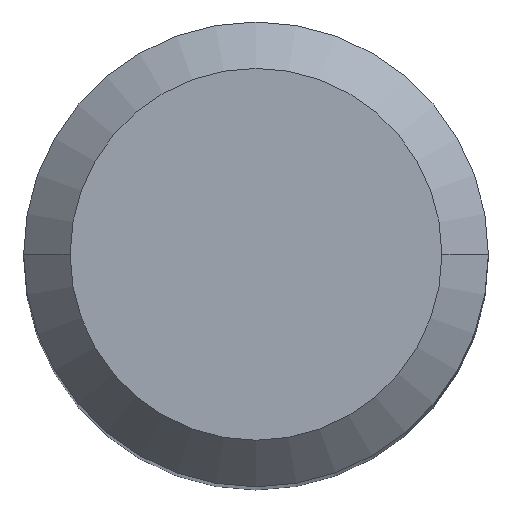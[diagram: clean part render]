
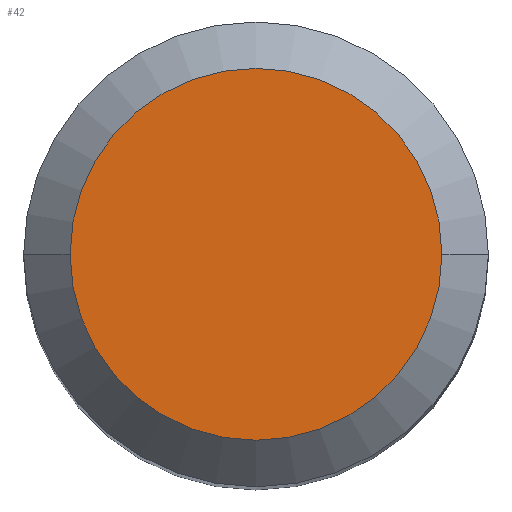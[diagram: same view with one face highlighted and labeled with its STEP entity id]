
A CAD part, top view. The second image highlights one B-rep face of the part: STEP entity #42.
In plain terms, the highlighted planar face has unit normal (0, 0, 1).
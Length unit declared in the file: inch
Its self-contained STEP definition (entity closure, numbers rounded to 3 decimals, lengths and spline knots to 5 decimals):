
#41 = DIRECTION ( 'NONE',  ( 1., 0., 0. ) ) ;
#42 = ADVANCED_FACE ( 'NONE', ( #102 ), #160, .F. ) ;
#47 = ORIENTED_EDGE ( 'NONE', *, *, #214, .T. ) ;
#60 = VERTEX_POINT ( 'NONE', #392 ) ;
#62 = VERTEX_POINT ( 'NONE', #277 ) ;
#64 = DIRECTION ( 'NONE',  ( 1., 0., 0. ) ) ;
#102 = FACE_OUTER_BOUND ( 'NONE', #173, .T. ) ;
#123 = CARTESIAN_POINT ( 'NONE',  ( 0., 0., 0. ) ) ;
#126 = DIRECTION ( 'NONE',  ( -1., 0., 0. ) ) ;
#160 = PLANE ( 'NONE',  #457 ) ;
#173 = EDGE_LOOP ( 'NONE', ( #179, #47 ) ) ;
#179 = ORIENTED_EDGE ( 'NONE', *, *, #375, .T. ) ;
#180 = DIRECTION ( 'NONE',  ( 0., 0., 1. ) ) ;
#197 = AXIS2_PLACEMENT_3D ( 'NONE', #308, #268, #41 ) ;
#204 = DIRECTION ( 'NONE',  ( 0., 0., -1. ) ) ;
#214 = EDGE_CURVE ( 'NONE', #62, #60, #291, .T. ) ;
#238 = AXIS2_PLACEMENT_3D ( 'NONE', #377, #180, #64 ) ;
#268 = DIRECTION ( 'NONE',  ( 0., 0., 1. ) ) ;
#277 = CARTESIAN_POINT ( 'NONE',  ( 0.15748, 0., 0. ) ) ;
#291 = CIRCLE ( 'NONE', #238, 0.15748 ) ;
#308 = CARTESIAN_POINT ( 'NONE',  ( 0., 0., 0. ) ) ;
#375 = EDGE_CURVE ( 'NONE', #60, #62, #410, .T. ) ;
#377 = CARTESIAN_POINT ( 'NONE',  ( 0., 0., 0. ) ) ;
#392 = CARTESIAN_POINT ( 'NONE',  ( -0.15748, 0., 0. ) ) ;
#410 = CIRCLE ( 'NONE', #197, 0.15748 ) ;
#457 = AXIS2_PLACEMENT_3D ( 'NONE', #123, #204, #126 ) ;
